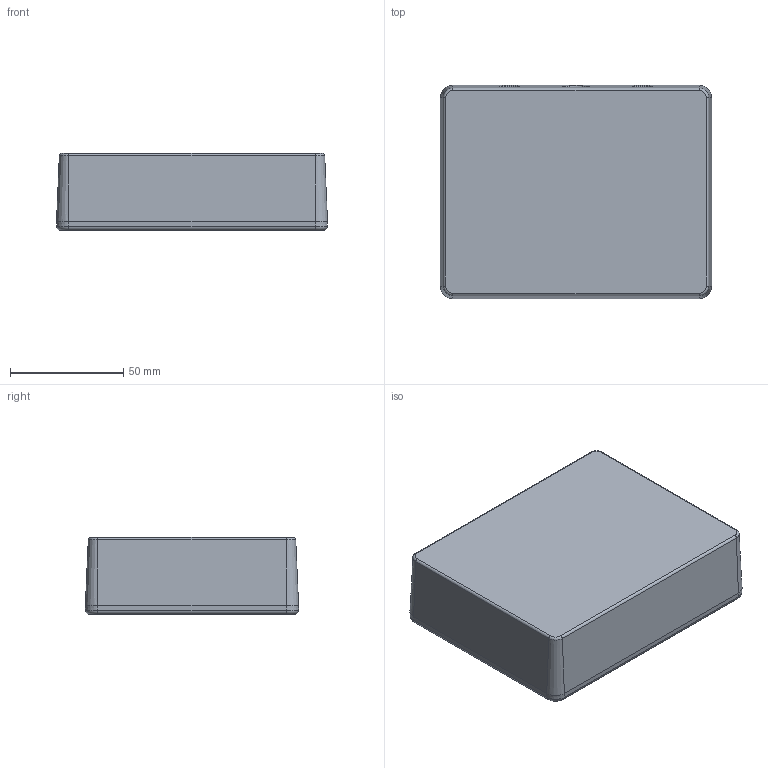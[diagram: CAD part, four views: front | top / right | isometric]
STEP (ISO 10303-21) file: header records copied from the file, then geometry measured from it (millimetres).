
FILE_DESCRIPTION(/* description */ (''),/* implementation_level */ '2;1');
FILE_NAME(/* name */ '1590BB_Drilled_Landscape.step',/* time_stamp */ '2025-07-26T18:09:27+12:00',/* author */ (''),/* organization */ (''),/* preprocessor_version */ 'ST-DEVELOPER v20.1',/* originating_system */ 'Autodesk Translation Framework v14.10.0.0',/* authorisation */ '');
FILE_SCHEMA (('AUTOMOTIVE_DESIGN { 1 0 10303 214 3 1 1 }'));
Length unit declared in the file: millimetre
Products named in the file (5): 2025-07-26-16-35-04-088; 2025-07-26-18-04-07-910; 2025-07-26-18-04-07-910_1; 2025-07-26-18-04-07-910_2; #12160
Assembly tree (3 placements, depth 3):
  2025-07-26-16-35-04-088
    2025-07-26-18-04-07-910
      2025-07-26-18-04-07-910_1
      2025-07-26-18-04-07-910_2
  #12160
Bounding box: 119.5 x 94 x 34 mm (x, y, z)
Volume: 79357.9 mm3; surface area: 71462.9 mm2
Topology: 6 solids, 6 shells, 448 faces, 1161 edges, 746 vertices
Faces by surface type: plane 241, bspline 76, cylinder 59, cone 48, torus 16, sphere 8
Full cylindrical faces by diameter (mm): 2.642 x4, 3.378 x4, 3.5 x4, 4 x4, 10 x2, 12 x1
Entity records: 12179 total; most frequent: CARTESIAN_POINT 3366, ORIENTED_EDGE 1908, DIRECTION 1569, EDGE_CURVE 954, VERTEX_POINT 617, LINE 593, VECTOR 593, AXIS2_PLACEMENT_3D 488
